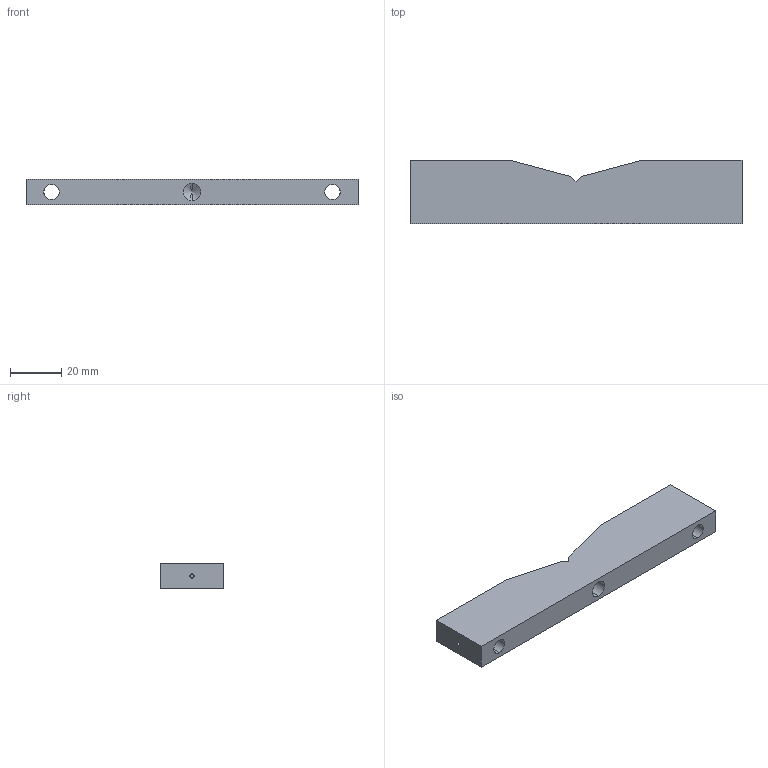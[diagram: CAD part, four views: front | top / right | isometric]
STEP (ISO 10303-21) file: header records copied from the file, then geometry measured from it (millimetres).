
FILE_DESCRIPTION (( 'STEP AP214' ), '1' );
FILE_NAME ('SH-101-100-110_00.STEP', '2024-11-27T23:04:46', ( '' ), ( '' ), 'SwSTEP 2.0', 'SolidWorks 2022', '' );
FILE_SCHEMA (( 'AUTOMOTIVE_DESIGN' ));
Length unit declared in the file: millimetre
Products named in the file (1): SH-101-100-110_00
Bounding box: 130 x 25 x 10 mm (x, y, z)
Volume: 28623.9 mm3; surface area: 10483.4 mm2
Topology: 1 solids, 1 shells, 31 faces, 80 edges, 50 vertices
Faces by surface type: plane 19, cylinder 10, cone 2
Entity records: 1092 total; most frequent: CARTESIAN_POINT 224, ORIENTED_EDGE 156, DIRECTION 154, EDGE_CURVE 78, VECTOR 58, LINE 58, VERTEX_POINT 50, AXIS2_PLACEMENT_3D 48
